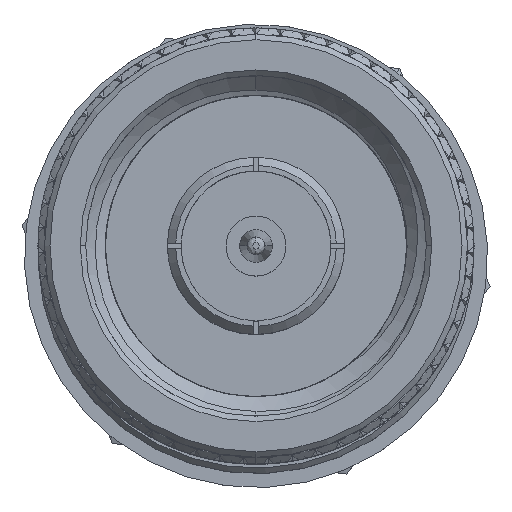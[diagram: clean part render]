
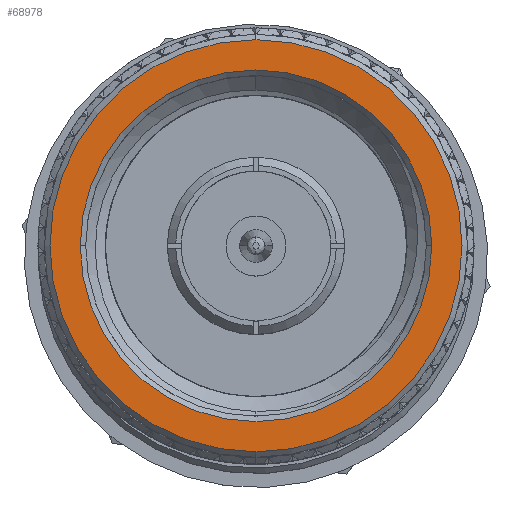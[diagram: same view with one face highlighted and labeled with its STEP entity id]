
A CAD part, top view. The second image highlights one B-rep face of the part: STEP entity #68978.
In plain terms, the highlighted face is planar.
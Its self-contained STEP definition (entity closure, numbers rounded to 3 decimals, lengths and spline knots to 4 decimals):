
#10690 = DIRECTION ( 'NONE',  ( 0., 1., 0. ) ) ;
#11031 = FACE_OUTER_BOUND ( 'NONE', #172053, .T. ) ;
#21195 = DIRECTION ( 'NONE',  ( 0., 0., 1. ) ) ;
#24026 = DIRECTION ( 'NONE',  ( -1., 0., 0. ) ) ;
#27875 = DIRECTION ( 'NONE',  ( -1., 0., 0. ) ) ;
#28353 = DIRECTION ( 'NONE',  ( -1., 0., 0. ) ) ;
#29083 = EDGE_CURVE ( 'NONE', #68164, #61850, #50525, .T. ) ;
#30564 = VERTEX_POINT ( 'NONE', #124414 ) ;
#48770 = CIRCLE ( 'NONE', #74928, 0.3225 ) ;
#50525 = CIRCLE ( 'NONE', #85143, 0.3225 ) ;
#55089 = CARTESIAN_POINT ( 'NONE',  ( 0., 0.3881, 0. ) ) ;
#59673 = ORIENTED_EDGE ( 'NONE', *, *, #29083, .T. ) ;
#61161 = AXIS2_PLACEMENT_3D ( 'NONE', #55089, #28353, #125702 ) ;
#61850 = VERTEX_POINT ( 'NONE', #143758 ) ;
#65909 = CARTESIAN_POINT ( 'NONE',  ( 0., 0., 0. ) ) ;
#68164 = VERTEX_POINT ( 'NONE', #108197 ) ;
#68978 = ADVANCED_FACE ( 'NONE', ( #11031, #126325 ), #111685, .T. ) ;
#69265 = CARTESIAN_POINT ( 'NONE',  ( 0., 0., 0. ) ) ;
#74928 = AXIS2_PLACEMENT_3D ( 'NONE', #69265, #82624, #178797 ) ;
#76670 = EDGE_CURVE ( 'NONE', #134603, #30564, #121310, .T. ) ;
#82624 = DIRECTION ( 'NONE',  ( 1., 0., 0. ) ) ;
#82818 = ORIENTED_EDGE ( 'NONE', *, *, #76670, .T. ) ;
#83727 = CARTESIAN_POINT ( 'NONE',  ( 0., 0., 0. ) ) ;
#85143 = AXIS2_PLACEMENT_3D ( 'NONE', #130728, #105073, #21195 ) ;
#89342 = AXIS2_PLACEMENT_3D ( 'NONE', #65909, #24026, #10690 ) ;
#94988 = EDGE_LOOP ( 'NONE', ( #145768, #59673 ) ) ;
#98319 = DIRECTION ( 'NONE',  ( 0., 1., 0. ) ) ;
#102006 = EDGE_CURVE ( 'NONE', #30564, #134603, #115782, .T. ) ;
#105073 = DIRECTION ( 'NONE',  ( 1., 0., 0. ) ) ;
#108197 = CARTESIAN_POINT ( 'NONE',  ( 0., 0., -0.3225 ) ) ;
#111685 = PLANE ( 'NONE',  #61161 ) ;
#113455 = AXIS2_PLACEMENT_3D ( 'NONE', #83727, #27875, #98319 ) ;
#115782 = CIRCLE ( 'NONE', #89342, 0.3781 ) ;
#121310 = CIRCLE ( 'NONE', #113455, 0.3781 ) ;
#124329 = ORIENTED_EDGE ( 'NONE', *, *, #102006, .T. ) ;
#124414 = CARTESIAN_POINT ( 'NONE',  ( 0., -0.3781, 0. ) ) ;
#125702 = DIRECTION ( 'NONE',  ( 0., -1., 0. ) ) ;
#126325 = FACE_BOUND ( 'NONE', #94988, .T. ) ;
#130728 = CARTESIAN_POINT ( 'NONE',  ( 0., 0., 0. ) ) ;
#134603 = VERTEX_POINT ( 'NONE', #178601 ) ;
#143758 = CARTESIAN_POINT ( 'NONE',  ( 0., 0., 0.3225 ) ) ;
#145768 = ORIENTED_EDGE ( 'NONE', *, *, #153545, .T. ) ;
#153545 = EDGE_CURVE ( 'NONE', #61850, #68164, #48770, .T. ) ;
#172053 = EDGE_LOOP ( 'NONE', ( #82818, #124329 ) ) ;
#178601 = CARTESIAN_POINT ( 'NONE',  ( 0., 0.3781, 0. ) ) ;
#178797 = DIRECTION ( 'NONE',  ( 0., 0., 1. ) ) ;
